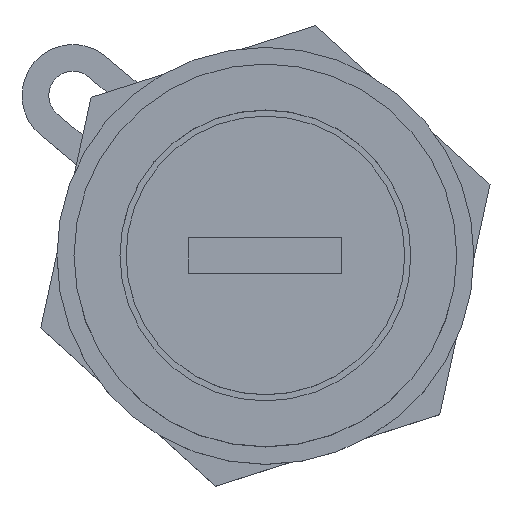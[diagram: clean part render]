
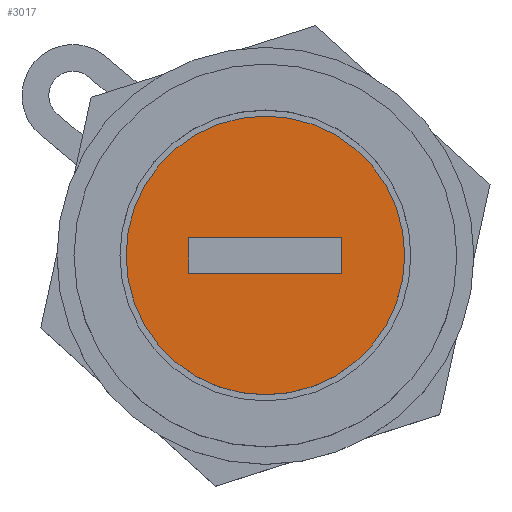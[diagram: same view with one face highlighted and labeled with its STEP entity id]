
A CAD part, top view. The second image highlights one B-rep face of the part: STEP entity #3017.
In plain terms, the highlighted face is planar.
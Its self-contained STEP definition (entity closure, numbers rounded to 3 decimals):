
#13 = VERTEX_POINT ( 'NONE', #2229 ) ;
#170 = AXIS2_PLACEMENT_3D ( 'NONE', #216, #1416, #2082 ) ;
#178 = VERTEX_POINT ( 'NONE', #841 ) ;
#191 = CARTESIAN_POINT ( 'NONE',  ( 3., 0.7, 0. ) ) ;
#194 = VECTOR ( 'NONE', #2868, 1000. ) ;
#216 = CARTESIAN_POINT ( 'NONE',  ( 0., 0., 0. ) ) ;
#218 = CIRCLE ( 'NONE', #170, 5.46 ) ;
#223 = EDGE_CURVE ( 'NONE', #178, #706, #689, .T. ) ;
#332 = CARTESIAN_POINT ( 'NONE',  ( -3., 0.7, 0. ) ) ;
#358 = ORIENTED_EDGE ( 'NONE', *, *, #1969, .F. ) ;
#374 = DIRECTION ( 'NONE',  ( 0., 0., 1. ) ) ;
#381 = DIRECTION ( 'NONE',  ( 0., 1., 0. ) ) ;
#470 = EDGE_CURVE ( 'NONE', #866, #2525, #2883, .T. ) ;
#527 = VERTEX_POINT ( 'NONE', #191 ) ;
#639 = AXIS2_PLACEMENT_3D ( 'NONE', #1812, #1116, #2747 ) ;
#677 = ORIENTED_EDGE ( 'NONE', *, *, #1738, .T. ) ;
#689 = CIRCLE ( 'NONE', #639, 5.46 ) ;
#706 = VERTEX_POINT ( 'NONE', #2349 ) ;
#790 = VECTOR ( 'NONE', #381, 1000. ) ;
#841 = CARTESIAN_POINT ( 'NONE',  ( 5.46, 0., 0. ) ) ;
#866 = VERTEX_POINT ( 'NONE', #2144 ) ;
#938 = EDGE_LOOP ( 'NONE', ( #2297, #1899, #2389, #677 ) ) ;
#1116 = DIRECTION ( 'NONE',  ( 0., 0., 1. ) ) ;
#1364 = EDGE_CURVE ( 'NONE', #2525, #527, #2345, .T. ) ;
#1416 = DIRECTION ( 'NONE',  ( 0., 0., 1. ) ) ;
#1430 = ORIENTED_EDGE ( 'NONE', *, *, #223, .F. ) ;
#1440 = PLANE ( 'NONE',  #2471 ) ;
#1454 = FACE_OUTER_BOUND ( 'NONE', #2701, .T. ) ;
#1534 = CARTESIAN_POINT ( 'NONE',  ( 0., 0.7, 0. ) ) ;
#1549 = CARTESIAN_POINT ( 'NONE',  ( 3., 0., 0. ) ) ;
#1552 = DIRECTION ( 'NONE',  ( 1., 0., 0. ) ) ;
#1583 = CARTESIAN_POINT ( 'NONE',  ( 0., 0., 0. ) ) ;
#1713 = DIRECTION ( 'NONE',  ( 1., 0., 0. ) ) ;
#1738 = EDGE_CURVE ( 'NONE', #866, #13, #2444, .T. ) ;
#1752 = EDGE_CURVE ( 'NONE', #13, #527, #2256, .T. ) ;
#1793 = DIRECTION ( 'NONE',  ( 1., 0., 0. ) ) ;
#1812 = CARTESIAN_POINT ( 'NONE',  ( 0., 0., 0. ) ) ;
#1899 = ORIENTED_EDGE ( 'NONE', *, *, #1364, .F. ) ;
#1969 = EDGE_CURVE ( 'NONE', #706, #178, #218, .T. ) ;
#2082 = DIRECTION ( 'NONE',  ( 1., 0., 0. ) ) ;
#2144 = CARTESIAN_POINT ( 'NONE',  ( -3., -0.7, 0. ) ) ;
#2229 = CARTESIAN_POINT ( 'NONE',  ( 3., -0.7, 0. ) ) ;
#2256 = LINE ( 'NONE', #1549, #790 ) ;
#2297 = ORIENTED_EDGE ( 'NONE', *, *, #1752, .T. ) ;
#2345 = LINE ( 'NONE', #1534, #2875 ) ;
#2349 = CARTESIAN_POINT ( 'NONE',  ( -5.46, 0., 0. ) ) ;
#2389 = ORIENTED_EDGE ( 'NONE', *, *, #470, .F. ) ;
#2406 = CARTESIAN_POINT ( 'NONE',  ( 0., -0.7, 0. ) ) ;
#2444 = LINE ( 'NONE', #2406, #2854 ) ;
#2471 = AXIS2_PLACEMENT_3D ( 'NONE', #1583, #374, #1793 ) ;
#2525 = VERTEX_POINT ( 'NONE', #332 ) ;
#2625 = FACE_BOUND ( 'NONE', #938, .T. ) ;
#2672 = CARTESIAN_POINT ( 'NONE',  ( -3., 0., 0. ) ) ;
#2701 = EDGE_LOOP ( 'NONE', ( #358, #1430 ) ) ;
#2747 = DIRECTION ( 'NONE',  ( 1., 0., 0. ) ) ;
#2854 = VECTOR ( 'NONE', #1713, 1000. ) ;
#2868 = DIRECTION ( 'NONE',  ( 0., 1., 0. ) ) ;
#2875 = VECTOR ( 'NONE', #1552, 1000. ) ;
#2883 = LINE ( 'NONE', #2672, #194 ) ;
#3017 = ADVANCED_FACE ( 'NONE', ( #1454, #2625 ), #1440, .F. ) ;
